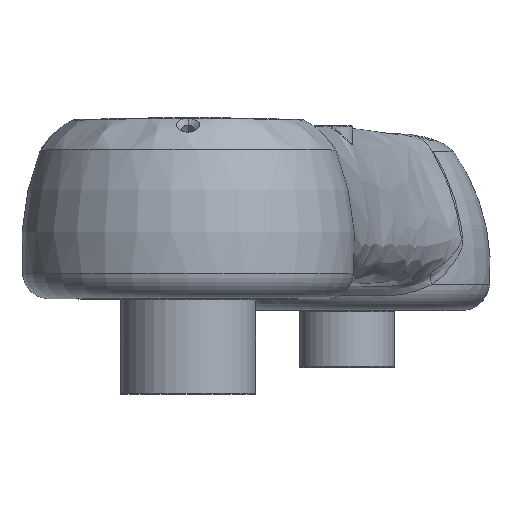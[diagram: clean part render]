
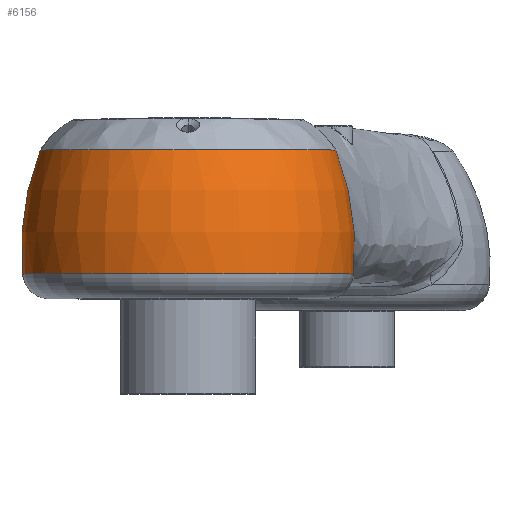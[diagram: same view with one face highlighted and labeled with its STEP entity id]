
A CAD part, top view. The second image highlights one B-rep face of the part: STEP entity #6156.
In plain terms, the highlighted toroidal (fillet/blend) face has major radius 54.804 mm and minor radius 142.151 mm.
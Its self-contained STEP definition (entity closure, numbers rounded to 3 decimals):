
#146 = CARTESIAN_POINT ( 'NONE',  ( 72.332, 45., 28.426 ) ) ;
#207 = CIRCLE ( 'NONE', #5914, 86.75 ) ;
#347 = CARTESIAN_POINT ( 'NONE',  ( 48.275, 45., 60.629 ) ) ;
#514 = AXIS2_PLACEMENT_3D ( 'NONE', #3234, #4021, #4743 ) ;
#562 = CARTESIAN_POINT ( 'NONE',  ( 25.928, 45., 73.147 ) ) ;
#893 = CARTESIAN_POINT ( 'NONE',  ( -73.061, 45., 32.313 ) ) ;
#907 = CARTESIAN_POINT ( 'NONE',  ( 0., -20., 0. ) ) ;
#1027 = CARTESIAN_POINT ( 'NONE',  ( -50.713, 45., 58.605 ) ) ;
#1064 = CARTESIAN_POINT ( 'NONE',  ( -86.75, -20., 0. ) ) ;
#1121 = EDGE_CURVE ( 'NONE', #6216, #3593, #5151, .T. ) ;
#1137 = CARTESIAN_POINT ( 'NONE',  ( -24.604, 45., 73.507 ) ) ;
#1226 = CARTESIAN_POINT ( 'NONE',  ( 30.134, 45., 71.468 ) ) ;
#1373 = CARTESIAN_POINT ( 'NONE',  ( -77.501, 45., 0. ) ) ;
#1557 = CARTESIAN_POINT ( 'NONE',  ( -18.769, 45., 75.193 ) ) ;
#1601 = ORIENTED_EDGE ( 'NONE', *, *, #4961, .T. ) ;
#1609 = DIRECTION ( 'NONE',  ( 0., 1., 0. ) ) ;
#1759 = B_SPLINE_CURVE_WITH_KNOTS ( 'NONE', 3,
 ( #9383, #4141, #4236, #2667, #562, #1226, #3496, #2716, #4091, #7198, #1994, #2618 ),
 .UNSPECIFIED., .F., .F.,
 ( 4, 2, 1, 2, 2, 1, 4 ),
 ( 0.555, 0.569, 0.584, 0.612, 0.627, 0.641, 0.67 ),
 .UNSPECIFIED. ) ;
#1761 = CARTESIAN_POINT ( 'NONE',  ( -48.428, 45., 60.585 ) ) ;
#1790 = VERTEX_POINT ( 'NONE', #347 ) ;
#1871 = CIRCLE ( 'NONE', #8544, 142.151 ) ;
#1994 = CARTESIAN_POINT ( 'NONE',  ( 45.911, 45., 62.514 ) ) ;
#2105 = EDGE_CURVE ( 'NONE', #3351, #4432, #9288, .T. ) ;
#2178 = DIRECTION ( 'NONE',  ( 0., 0., -1. ) ) ;
#2405 = EDGE_CURVE ( 'NONE', #4548, #4432, #7430, .T. ) ;
#2558 = B_SPLINE_CURVE_WITH_KNOTS ( 'NONE', 3,
 ( #3809, #7510, #4399, #3661, #146, #3073, #9010, #5173, #8282, #8140 ),
 .UNSPECIFIED., .F., .F.,
 ( 4, 2, 2, 2, 4 ),
 ( 0.111, 0.166, 0.221, 0.276, 0.33 ),
 .UNSPECIFIED. ) ;
#2577 = CARTESIAN_POINT ( 'NONE',  ( -44.836, 45., 63.343 ) ) ;
#2582 = CARTESIAN_POINT ( 'NONE',  ( 77.5, 45., 0. ) ) ;
#2618 = CARTESIAN_POINT ( 'NONE',  ( 48.275, 45., 60.629 ) ) ;
#2621 = CARTESIAN_POINT ( 'NONE',  ( -28.895, 45., 72.026 ) ) ;
#2667 = CARTESIAN_POINT ( 'NONE',  ( 21.58, 45., 74.451 ) ) ;
#2673 = CARTESIAN_POINT ( 'NONE',  ( 15.681, 45., 75.897 ) ) ;
#2716 = CARTESIAN_POINT ( 'NONE',  ( 35.603, 45., 68.855 ) ) ;
#2812 = ORIENTED_EDGE ( 'NONE', *, *, #5681, .T. ) ;
#3058 = CARTESIAN_POINT ( 'NONE',  ( 4.207, 45., 77.602 ) ) ;
#3073 = CARTESIAN_POINT ( 'NONE',  ( 67.293, 45., 38.879 ) ) ;
#3234 = CARTESIAN_POINT ( 'NONE',  ( -54.804, -6.986, 0. ) ) ;
#3318 = ORIENTED_EDGE ( 'NONE', *, *, #7091, .F. ) ;
#3351 = VERTEX_POINT ( 'NONE', #6208 ) ;
#3420 = EDGE_LOOP ( 'NONE', ( #2812, #8089, #1601, #7210, #4223, #7879, #5688, #3318 ) ) ;
#3496 = CARTESIAN_POINT ( 'NONE',  ( 34.246, 45., 69.54 ) ) ;
#3593 = VERTEX_POINT ( 'NONE', #2582 ) ;
#3661 = CARTESIAN_POINT ( 'NONE',  ( 74.262, 45., 22.916 ) ) ;
#3696 = CARTESIAN_POINT ( 'NONE',  ( 15.681, 45., 75.897 ) ) ;
#3809 = CARTESIAN_POINT ( 'NONE',  ( 77.5, 45., 0. ) ) ;
#3886 = FACE_OUTER_BOUND ( 'NONE', #3420, .T. ) ;
#3979 = DIRECTION ( 'NONE',  ( 0., 1., 0. ) ) ;
#3996 = CARTESIAN_POINT ( 'NONE',  ( -21.708, 45., 74.413 ) ) ;
#4021 = DIRECTION ( 'NONE',  ( 0., 0., 1. ) ) ;
#4024 = DIRECTION ( 'NONE',  ( -1., 0., 0. ) ) ;
#4042 = CARTESIAN_POINT ( 'NONE',  ( -18.769, 45., 75.193 ) ) ;
#4053 = AXIS2_PLACEMENT_3D ( 'NONE', #9222, #3979, #4024 ) ;
#4091 = CARTESIAN_POINT ( 'NONE',  ( 38.277, 45., 67.405 ) ) ;
#4141 = CARTESIAN_POINT ( 'NONE',  ( 17.166, 45., 75.59 ) ) ;
#4223 = ORIENTED_EDGE ( 'NONE', *, *, #2405, .T. ) ;
#4236 = CARTESIAN_POINT ( 'NONE',  ( 18.65, 45., 75.238 ) ) ;
#4399 = CARTESIAN_POINT ( 'NONE',  ( 76.846, 45., 11.604 ) ) ;
#4432 = VERTEX_POINT ( 'NONE', #6800 ) ;
#4435 = CARTESIAN_POINT ( 'NONE',  ( -7.373, 45., 77.366 ) ) ;
#4548 = VERTEX_POINT ( 'NONE', #2673 ) ;
#4723 = CARTESIAN_POINT ( 'NONE',  ( -37.059, 45., 68.083 ) ) ;
#4743 = DIRECTION ( 'NONE',  ( 1., 0., 0. ) ) ;
#4961 = EDGE_CURVE ( 'NONE', #3593, #1790, #2558, .T. ) ;
#5147 = DIRECTION ( 'NONE',  ( -1., 0., 0. ) ) ;
#5151 = CIRCLE ( 'NONE', #514, 142.151 ) ;
#5173 = CARTESIAN_POINT ( 'NONE',  ( 56.944, 45., 52.889 ) ) ;
#5350 = CARTESIAN_POINT ( 'NONE',  ( 10.01, 45., 77.069 ) ) ;
#5432 = CARTESIAN_POINT ( 'NONE',  ( -59.475, 45., 51.023 ) ) ;
#5454 = CARTESIAN_POINT ( 'NONE',  ( -50.713, 45., 58.605 ) ) ;
#5481 = CARTESIAN_POINT ( 'NONE',  ( -77.515, 45., 10.63 ) ) ;
#5604 = TOROIDAL_SURFACE ( 'NONE', #4053, -54.804, 142.151 ) ;
#5681 = EDGE_CURVE ( 'NONE', #8043, #6216, #207, .T. ) ;
#5688 = ORIENTED_EDGE ( 'NONE', *, *, #6082, .F. ) ;
#5914 = AXIS2_PLACEMENT_3D ( 'NONE', #907, #1609, #8219 ) ;
#6082 = EDGE_CURVE ( 'NONE', #6619, #3351, #8473, .T. ) ;
#6156 = ADVANCED_FACE ( 'NONE', ( #3886 ), #5604, .T. ) ;
#6208 = CARTESIAN_POINT ( 'NONE',  ( -50.713, 45., 58.605 ) ) ;
#6209 = CARTESIAN_POINT ( 'NONE',  ( 86.75, -20., 0. ) ) ;
#6216 = VERTEX_POINT ( 'NONE', #6209 ) ;
#6591 = CARTESIAN_POINT ( 'NONE',  ( 54.804, -6.986, 0. ) ) ;
#6619 = VERTEX_POINT ( 'NONE', #1373 ) ;
#6707 = CARTESIAN_POINT ( 'NONE',  ( -13.15, 45., 76.595 ) ) ;
#6800 = CARTESIAN_POINT ( 'NONE',  ( -18.769, 45., 75.193 ) ) ;
#6899 = CARTESIAN_POINT ( 'NONE',  ( -77.501, 45., 0. ) ) ;
#6964 = CARTESIAN_POINT ( 'NONE',  ( -20.24, 45., 74.826 ) ) ;
#7091 = EDGE_CURVE ( 'NONE', #8043, #6619, #1871, .T. ) ;
#7198 = CARTESIAN_POINT ( 'NONE',  ( 42.21, 45., 65.123 ) ) ;
#7210 = ORIENTED_EDGE ( 'NONE', *, *, #8882, .F. ) ;
#7430 = B_SPLINE_CURVE_WITH_KNOTS ( 'NONE', 3,
 ( #3696, #5350, #3058, #4435, #6707, #1557 ),
 .UNSPECIFIED., .F., .F.,
 ( 4, 2, 4 ),
 ( 0.445, 0.5, 0.555 ),
 .UNSPECIFIED. ) ;
#7510 = CARTESIAN_POINT ( 'NONE',  ( 77.5, 45., 5.802 ) ) ;
#7694 = CARTESIAN_POINT ( 'NONE',  ( -33.03, 45., 70.177 ) ) ;
#7879 = ORIENTED_EDGE ( 'NONE', *, *, #2105, .F. ) ;
#8043 = VERTEX_POINT ( 'NONE', #1064 ) ;
#8089 = ORIENTED_EDGE ( 'NONE', *, *, #1121, .T. ) ;
#8140 = CARTESIAN_POINT ( 'NONE',  ( 48.275, 45., 60.629 ) ) ;
#8219 = DIRECTION ( 'NONE',  ( -1., 0., 0. ) ) ;
#8282 = CARTESIAN_POINT ( 'NONE',  ( 52.813, 45., 57.015 ) ) ;
#8473 = B_SPLINE_CURVE_WITH_KNOTS ( 'NONE', 3,
 ( #6899, #5481, #893, #5432, #1027 ),
 .UNSPECIFIED., .F., .F.,
 ( 4, 1, 4 ),
 ( 0.12, 0.222, 0.331 ),
 .UNSPECIFIED. ) ;
#8544 = AXIS2_PLACEMENT_3D ( 'NONE', #6591, #2178, #5147 ) ;
#8608 = CARTESIAN_POINT ( 'NONE',  ( -38.387, 45., 67.342 ) ) ;
#8882 = EDGE_CURVE ( 'NONE', #4548, #1790, #1759, .T. ) ;
#9010 = CARTESIAN_POINT ( 'NONE',  ( 64.184, 45., 43.821 ) ) ;
#9222 = CARTESIAN_POINT ( 'NONE',  ( 0., -6.986, 0. ) ) ;
#9288 = B_SPLINE_CURVE_WITH_KNOTS ( 'NONE', 3,
 ( #5454, #1761, #2577, #9293, #8608, #4723, #7694, #2621, #1137, #3996, #6964, #4042 ),
 .UNSPECIFIED., .F., .F.,
 ( 4, 1, 2, 2, 1, 2, 4 ),
 ( 0.33, 0.359, 0.373, 0.388, 0.416, 0.431, 0.445 ),
 .UNSPECIFIED. ) ;
#9293 = CARTESIAN_POINT ( 'NONE',  ( -40.999, 45., 65.785 ) ) ;
#9383 = CARTESIAN_POINT ( 'NONE',  ( 15.681, 45., 75.897 ) ) ;
